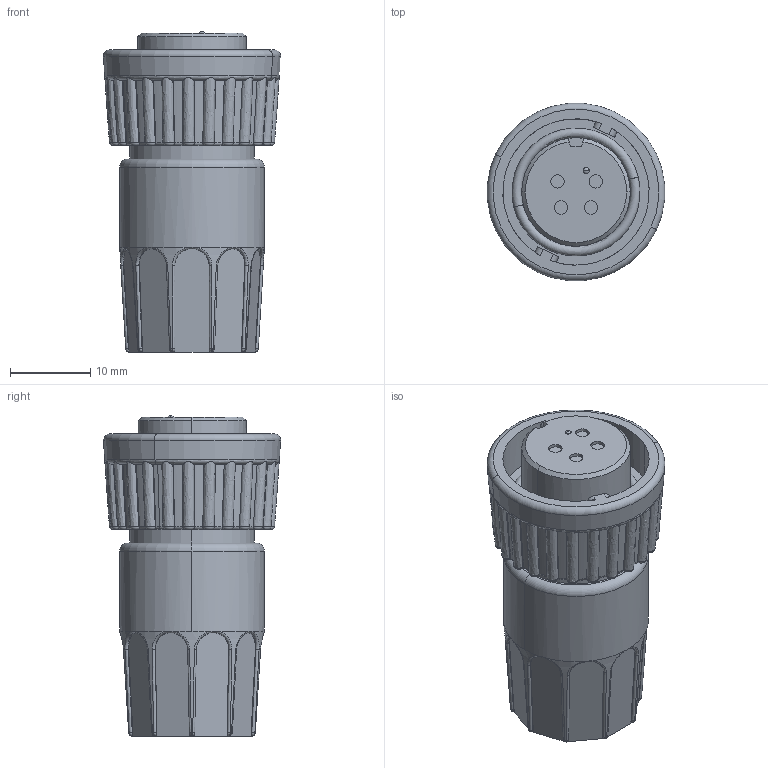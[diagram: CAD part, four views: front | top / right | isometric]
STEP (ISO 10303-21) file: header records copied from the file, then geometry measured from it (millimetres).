
FILE_DESCRIPTION (( 'STEP AP203' ), '1' );
FILE_NAME ('3282-4SG-318.STEP', '2014-10-07T18:37:30', ( '' ), ( '' ), 'SwSTEP 2.0', 'SolidWorks 2014', '' );
FILE_SCHEMA (( 'CONFIG_CONTROL_DESIGN' ));
Length unit declared in the file: inch
Products named in the file (1): 3282-4SG-318
Bounding box: 22.14 x 22.14 x 40.03 mm (x, y, z)
Volume: 9317.2 mm3; surface area: 4012.4 mm2
Topology: 1 solids, 1 shells, 327 faces, 885 edges, 572 vertices
Faces by surface type: bspline 122, plane 77, torus 46, cone 41, cylinder 39, sphere 2
Entity records: 15414 total; most frequent: CARTESIAN_POINT 8307, ORIENTED_EDGE 1770, DIRECTION 1089, EDGE_CURVE 885, VERTEX_POINT 572, B_SPLINE_CURVE_WITH_KNOTS 478, AXIS2_PLACEMENT_3D 476, EDGE_LOOP 339
